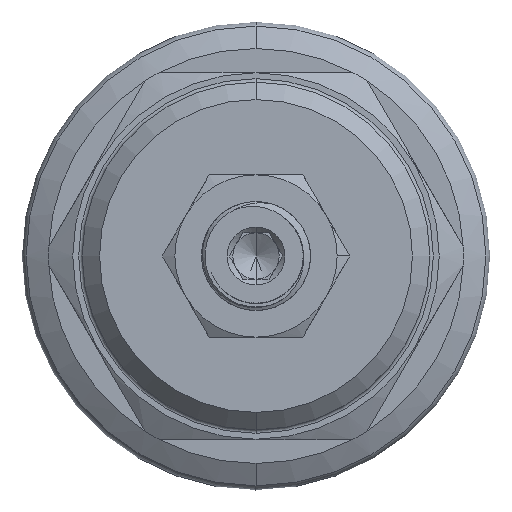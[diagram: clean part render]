
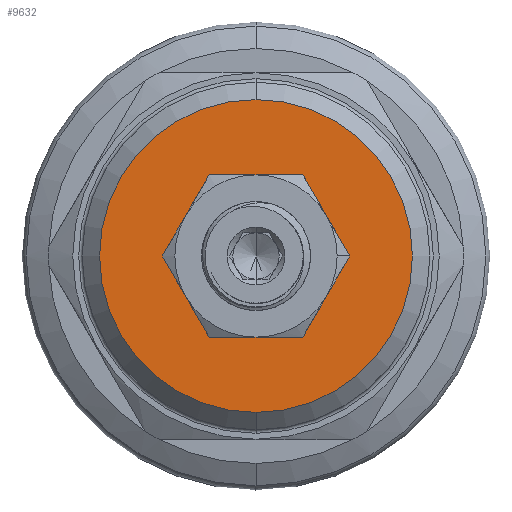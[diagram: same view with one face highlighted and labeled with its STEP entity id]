
A CAD part, left-side view. The second image highlights one B-rep face of the part: STEP entity #9632.
In plain terms, the highlighted planar face has unit normal (-1, 0, 0).
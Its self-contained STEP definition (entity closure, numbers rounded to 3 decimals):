
#153 = CIRCLE ( 'NONE', #3451, 7. ) ;
#178 = CARTESIAN_POINT ( 'NONE',  ( -216.25, 5.343, 0. ) ) ;
#241 = VERTEX_POINT ( 'NONE', #3341 ) ;
#355 = DIRECTION ( 'NONE',  ( 0., 1., 0. ) ) ;
#992 = CARTESIAN_POINT ( 'NONE',  ( -216.25, 4.405, -3.5 ) ) ;
#1406 = FACE_BOUND ( 'NONE', #8688, .T. ) ;
#1428 = CARTESIAN_POINT ( 'NONE',  ( -216.25, -1.657, 0. ) ) ;
#1460 = ORIENTED_EDGE ( 'NONE', *, *, #1785, .T. ) ;
#1562 = AXIS2_PLACEMENT_3D ( 'NONE', #7679, #7778, #6980 ) ;
#1572 = CARTESIAN_POINT ( 'NONE',  ( -216.25, -1.657, 7. ) ) ;
#1785 = EDGE_CURVE ( 'NONE', #4578, #9824, #2853, .T. ) ;
#2120 = CIRCLE ( 'NONE', #3379, 13.5 ) ;
#2221 = DIRECTION ( 'NONE',  ( 1., 0., 0. ) ) ;
#2294 = AXIS2_PLACEMENT_3D ( 'NONE', #5705, #3268, #3372 ) ;
#2326 = EDGE_CURVE ( 'NONE', #4295, #4578, #5392, .T. ) ;
#2333 = AXIS2_PLACEMENT_3D ( 'NONE', #3041, #3069, #2972 ) ;
#2361 = ORIENTED_EDGE ( 'NONE', *, *, #4273, .T. ) ;
#2477 = DIRECTION ( 'NONE',  ( 0., 1., 0. ) ) ;
#2540 = DIRECTION ( 'NONE',  ( 1., 0., 0. ) ) ;
#2651 = CARTESIAN_POINT ( 'NONE',  ( -216.25, -1.657, 0. ) ) ;
#2762 = EDGE_CURVE ( 'NONE', #4789, #241, #7658, .T. ) ;
#2823 = ORIENTED_EDGE ( 'NONE', *, *, #9025, .F. ) ;
#2853 = CIRCLE ( 'NONE', #6821, 7. ) ;
#2972 = DIRECTION ( 'NONE',  ( 0., 1., 0. ) ) ;
#2977 = AXIS2_PLACEMENT_3D ( 'NONE', #1428, #2221, #9063 ) ;
#3041 = CARTESIAN_POINT ( 'NONE',  ( -216.25, -1.657, 0. ) ) ;
#3061 = CIRCLE ( 'NONE', #2333, 7. ) ;
#3069 = DIRECTION ( 'NONE',  ( 1., 0., 0. ) ) ;
#3111 = AXIS2_PLACEMENT_3D ( 'NONE', #7575, #3745, #9075 ) ;
#3247 = ORIENTED_EDGE ( 'NONE', *, *, #4020, .T. ) ;
#3268 = DIRECTION ( 'NONE',  ( 1., 0., 0. ) ) ;
#3297 = CARTESIAN_POINT ( 'NONE',  ( -216.25, -1.657, 13.5 ) ) ;
#3341 = CARTESIAN_POINT ( 'NONE',  ( -216.25, -1.657, -13.5 ) ) ;
#3372 = DIRECTION ( 'NONE',  ( 0., 1., 0. ) ) ;
#3379 = AXIS2_PLACEMENT_3D ( 'NONE', #6015, #6105, #4517 ) ;
#3451 = AXIS2_PLACEMENT_3D ( 'NONE', #3904, #4544, #9883 ) ;
#3745 = DIRECTION ( 'NONE',  ( 1., 0., 0. ) ) ;
#3778 = ORIENTED_EDGE ( 'NONE', *, *, #2326, .T. ) ;
#3798 = CIRCLE ( 'NONE', #2977, 7. ) ;
#3904 = CARTESIAN_POINT ( 'NONE',  ( -216.25, -1.657, 0. ) ) ;
#4020 = EDGE_CURVE ( 'NONE', #8881, #4295, #3061, .T. ) ;
#4121 = EDGE_LOOP ( 'NONE', ( #4709, #2361 ) ) ;
#4273 = EDGE_CURVE ( 'NONE', #241, #4789, #2120, .T. ) ;
#4295 = VERTEX_POINT ( 'NONE', #5264 ) ;
#4367 = EDGE_CURVE ( 'NONE', #9824, #5767, #3798, .T. ) ;
#4517 = DIRECTION ( 'NONE',  ( 0., 0., 1. ) ) ;
#4544 = DIRECTION ( 'NONE',  ( 1., 0., 0. ) ) ;
#4578 = VERTEX_POINT ( 'NONE', #1572 ) ;
#4709 = ORIENTED_EDGE ( 'NONE', *, *, #2762, .T. ) ;
#4789 = VERTEX_POINT ( 'NONE', #3297 ) ;
#4808 = DIRECTION ( 'NONE',  ( -1., 0., 0. ) ) ;
#5264 = CARTESIAN_POINT ( 'NONE',  ( -216.25, 4.405, 3.5 ) ) ;
#5392 = CIRCLE ( 'NONE', #6587, 7. ) ;
#5425 = CARTESIAN_POINT ( 'NONE',  ( -216.25, -1.657, -7. ) ) ;
#5619 = FACE_OUTER_BOUND ( 'NONE', #4121, .T. ) ;
#5705 = CARTESIAN_POINT ( 'NONE',  ( -216.25, -1.657, 0. ) ) ;
#5767 = VERTEX_POINT ( 'NONE', #9710 ) ;
#5844 = ORIENTED_EDGE ( 'NONE', *, *, #8285, .T. ) ;
#6015 = CARTESIAN_POINT ( 'NONE',  ( -216.25, -1.657, 0. ) ) ;
#6055 = PLANE ( 'NONE',  #3111 ) ;
#6086 = ORIENTED_EDGE ( 'NONE', *, *, #4367, .T. ) ;
#6105 = DIRECTION ( 'NONE',  ( -1., 0., 0. ) ) ;
#6321 = DIRECTION ( 'NONE',  ( 0., 1., 0. ) ) ;
#6349 = CARTESIAN_POINT ( 'NONE',  ( -216.25, -1.657, 0. ) ) ;
#6394 = CIRCLE ( 'NONE', #8229, 7. ) ;
#6443 = EDGE_CURVE ( 'NONE', #8058, #8881, #153, .T. ) ;
#6587 = AXIS2_PLACEMENT_3D ( 'NONE', #2651, #2540, #355 ) ;
#6821 = AXIS2_PLACEMENT_3D ( 'NONE', #6349, #9281, #6321 ) ;
#6980 = DIRECTION ( 'NONE',  ( 0., 0., 1. ) ) ;
#7260 = VERTEX_POINT ( 'NONE', #5425 ) ;
#7476 = CARTESIAN_POINT ( 'NONE',  ( -216.25, -1.657, 0. ) ) ;
#7575 = CARTESIAN_POINT ( 'NONE',  ( -216.25, -16.657, 0. ) ) ;
#7658 = CIRCLE ( 'NONE', #1562, 13.5 ) ;
#7679 = CARTESIAN_POINT ( 'NONE',  ( -216.25, -1.657, 0. ) ) ;
#7778 = DIRECTION ( 'NONE',  ( -1., 0., 0. ) ) ;
#7949 = CARTESIAN_POINT ( 'NONE',  ( -216.25, -7.719, 3.5 ) ) ;
#8058 = VERTEX_POINT ( 'NONE', #992 ) ;
#8229 = AXIS2_PLACEMENT_3D ( 'NONE', #7476, #4808, #2477 ) ;
#8285 = EDGE_CURVE ( 'NONE', #5767, #7260, #9739, .T. ) ;
#8676 = ORIENTED_EDGE ( 'NONE', *, *, #6443, .T. ) ;
#8688 = EDGE_LOOP ( 'NONE', ( #2823, #8676, #3247, #3778, #1460, #6086, #5844 ) ) ;
#8881 = VERTEX_POINT ( 'NONE', #178 ) ;
#9025 = EDGE_CURVE ( 'NONE', #8058, #7260, #6394, .T. ) ;
#9063 = DIRECTION ( 'NONE',  ( 0., 1., 0. ) ) ;
#9075 = DIRECTION ( 'NONE',  ( 0., 0., 1. ) ) ;
#9281 = DIRECTION ( 'NONE',  ( 1., 0., 0. ) ) ;
#9632 = ADVANCED_FACE ( 'NONE', ( #1406, #5619 ), #6055, .F. ) ;
#9710 = CARTESIAN_POINT ( 'NONE',  ( -216.25, -7.719, -3.5 ) ) ;
#9739 = CIRCLE ( 'NONE', #2294, 7. ) ;
#9824 = VERTEX_POINT ( 'NONE', #7949 ) ;
#9883 = DIRECTION ( 'NONE',  ( 0., 1., 0. ) ) ;
